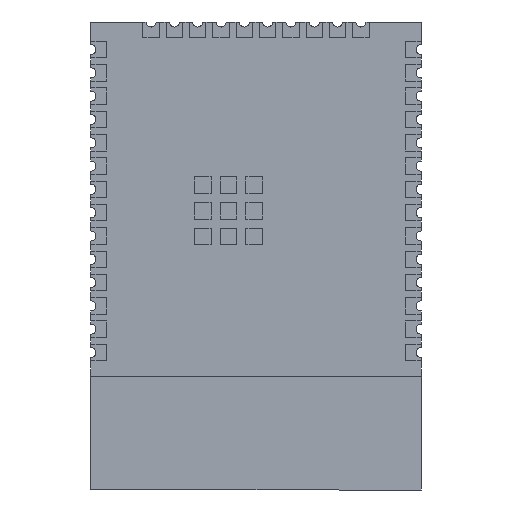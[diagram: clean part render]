
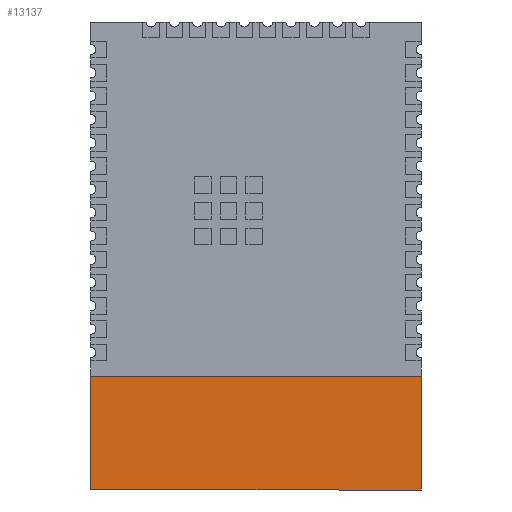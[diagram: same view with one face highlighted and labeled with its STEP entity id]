
A CAD part, front view. The second image highlights one B-rep face of the part: STEP entity #13137.
In plain terms, the highlighted planar face has unit normal (0, -1, 0).
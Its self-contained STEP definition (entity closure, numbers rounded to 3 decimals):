
#651 = DIRECTION ( 'NONE',  ( -1., 0., 0. ) ) ;
#1076 = CARTESIAN_POINT ( 'NONE',  ( 0., 0.01, 0. ) ) ;
#1211 = FACE_OUTER_BOUND ( 'NONE', #17022, .T. ) ;
#3231 = VERTEX_POINT ( 'NONE', #9203 ) ;
#5649 = VERTEX_POINT ( 'NONE', #14342 ) ;
#7200 = ORIENTED_EDGE ( 'NONE', *, *, #22413, .T. ) ;
#7684 = EDGE_CURVE ( 'NONE', #5649, #22222, #19355, .T. ) ;
#9096 = CARTESIAN_POINT ( 'NONE',  ( 9., 0.01, -6.55 ) ) ;
#9203 = CARTESIAN_POINT ( 'NONE',  ( 9., 0.01, -6.55 ) ) ;
#9401 = CARTESIAN_POINT ( 'NONE',  ( -9., 0.01, -6.55 ) ) ;
#10529 = CARTESIAN_POINT ( 'NONE',  ( -9., 0.01, -6.55 ) ) ;
#11062 = CARTESIAN_POINT ( 'NONE',  ( 9., 0.01, -12.75 ) ) ;
#11664 = VECTOR ( 'NONE', #21708, 1000. ) ;
#11694 = DIRECTION ( 'NONE',  ( 1., 0., 0. ) ) ;
#11817 = VERTEX_POINT ( 'NONE', #10529 ) ;
#12955 = LINE ( 'NONE', #19367, #11664 ) ;
#13090 = VECTOR ( 'NONE', #651, 1000. ) ;
#13137 = ADVANCED_FACE ( 'NONE', ( #1211 ), #15766, .T. ) ;
#13736 = VECTOR ( 'NONE', #11694, 1000. ) ;
#14342 = CARTESIAN_POINT ( 'NONE',  ( -9., 0.01, -12.75 ) ) ;
#14923 = EDGE_CURVE ( 'NONE', #11817, #5649, #16614, .T. ) ;
#15766 = PLANE ( 'NONE',  #26601 ) ;
#15963 = ORIENTED_EDGE ( 'NONE', *, *, #23518, .T. ) ;
#16614 = LINE ( 'NONE', #9401, #20920 ) ;
#17022 = EDGE_LOOP ( 'NONE', ( #23549, #15963, #7200, #25881 ) ) ;
#19355 = LINE ( 'NONE', #20217, #13736 ) ;
#19367 = CARTESIAN_POINT ( 'NONE',  ( 9., 0.01, -12.75 ) ) ;
#19940 = DIRECTION ( 'NONE',  ( 0., -1., 0. ) ) ;
#20217 = CARTESIAN_POINT ( 'NONE',  ( -9., 0.01, -12.75 ) ) ;
#20920 = VECTOR ( 'NONE', #24302, 1000. ) ;
#21708 = DIRECTION ( 'NONE',  ( 0., 0., 1. ) ) ;
#22222 = VERTEX_POINT ( 'NONE', #11062 ) ;
#22388 = LINE ( 'NONE', #9096, #13090 ) ;
#22413 = EDGE_CURVE ( 'NONE', #3231, #11817, #22388, .T. ) ;
#23518 = EDGE_CURVE ( 'NONE', #22222, #3231, #12955, .T. ) ;
#23549 = ORIENTED_EDGE ( 'NONE', *, *, #7684, .T. ) ;
#24302 = DIRECTION ( 'NONE',  ( 0., 0., -1. ) ) ;
#25881 = ORIENTED_EDGE ( 'NONE', *, *, #14923, .T. ) ;
#26601 = AXIS2_PLACEMENT_3D ( 'NONE', #1076, #19940, #26638 ) ;
#26638 = DIRECTION ( 'NONE',  ( 0., 0., -1. ) ) ;
